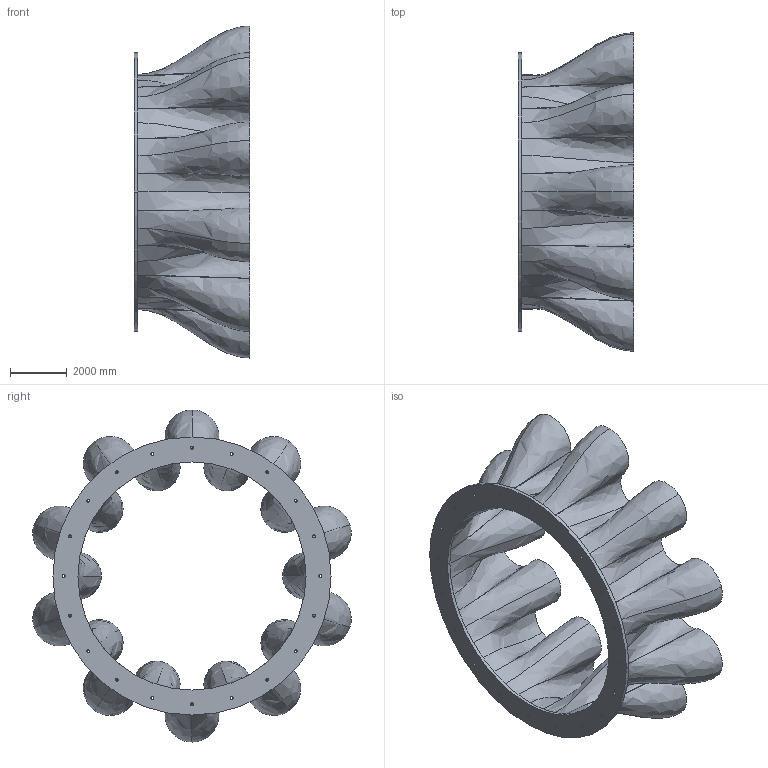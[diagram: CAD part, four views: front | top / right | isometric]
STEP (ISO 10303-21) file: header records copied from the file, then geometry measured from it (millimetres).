
FILE_DESCRIPTION((''),'2;1');
FILE_NAME('EXHAUST_CASE','2025-12-19T09:18:49',('H576696'),('Honeywell International Inc.'),'CREO PARAMETRIC BY PTC INC, 2023134','CREO PARAMETRIC BY PTC INC, 2023134','');
FILE_SCHEMA(('AUTOMOTIVE_DESIGN { 1 0 10303 214 1 1 1 1 }'));
Length unit declared in the file: inch
Products named in the file (1): EXHAUST_CASE
Bounding box: 4064 x 11200.41 x 11680.54 mm (x, y, z)
Volume: 23143788162 mm3; surface area: 425312142.2 mm2
Topology: 1 solids, 1 shells, 127 faces, 370 edges, 246 vertices
Faces by surface type: bspline 80, cylinder 44, plane 3
Entity records: 19092 total; most frequent: CARTESIAN_POINT 13986, ORIENTED_EDGE 740, PRESENTATION_STYLE_ASSIGNMENT 498, STYLED_ITEM 498, DIRECTION 392, CURVE_STYLE 370, EDGE_CURVE 370, VERTEX_POINT 246
